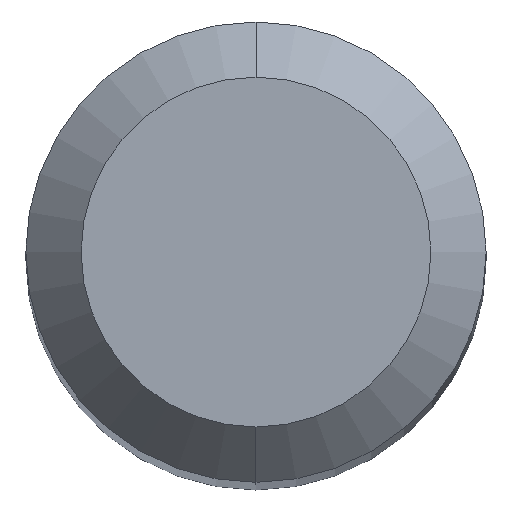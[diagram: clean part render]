
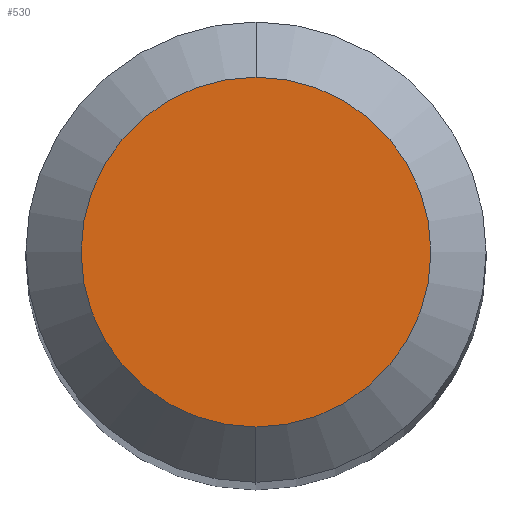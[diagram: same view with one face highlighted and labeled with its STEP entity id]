
A CAD part, top view. The second image highlights one B-rep face of the part: STEP entity #530.
In plain terms, the highlighted planar face has unit normal (0, 0, 1).
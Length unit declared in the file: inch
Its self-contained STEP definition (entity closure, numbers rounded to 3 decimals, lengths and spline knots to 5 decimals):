
#79 = CARTESIAN_POINT ( 'NONE',  ( 0., 0., 0. ) ) ;
#126 = DIRECTION ( 'NONE',  ( 0., -1., 0. ) ) ;
#142 = AXIS2_PLACEMENT_3D ( 'NONE', #208, #439, #172 ) ;
#147 = DIRECTION ( 'NONE',  ( 0., 1., 0. ) ) ;
#152 = DIRECTION ( 'NONE',  ( 0., 0., -1. ) ) ;
#172 = DIRECTION ( 'NONE',  ( 0., -1., 0. ) ) ;
#190 = ORIENTED_EDGE ( 'NONE', *, *, #213, .T. ) ;
#200 = AXIS2_PLACEMENT_3D ( 'NONE', #409, #152, #147 ) ;
#203 = ORIENTED_EDGE ( 'NONE', *, *, #445, .T. ) ;
#208 = CARTESIAN_POINT ( 'NONE',  ( 0., 0., 0. ) ) ;
#213 = EDGE_CURVE ( 'NONE', #294, #545, #290, .T. ) ;
#232 = AXIS2_PLACEMENT_3D ( 'NONE', #79, #337, #126 ) ;
#278 = FACE_OUTER_BOUND ( 'NONE', #496, .T. ) ;
#290 = CIRCLE ( 'NONE', #232, 0.0475 ) ;
#294 = VERTEX_POINT ( 'NONE', #393 ) ;
#337 = DIRECTION ( 'NONE',  ( 0., 0., 1. ) ) ;
#393 = CARTESIAN_POINT ( 'NONE',  ( 0., 0.0475, 0. ) ) ;
#409 = CARTESIAN_POINT ( 'NONE',  ( 0., 0.0475, 0. ) ) ;
#438 = CIRCLE ( 'NONE', #142, 0.0475 ) ;
#439 = DIRECTION ( 'NONE',  ( 0., 0., 1. ) ) ;
#445 = EDGE_CURVE ( 'NONE', #545, #294, #438, .T. ) ;
#494 = PLANE ( 'NONE',  #200 ) ;
#496 = EDGE_LOOP ( 'NONE', ( #190, #203 ) ) ;
#505 = CARTESIAN_POINT ( 'NONE',  ( 0., -0.0475, 0. ) ) ;
#530 = ADVANCED_FACE ( 'NONE', ( #278 ), #494, .F. ) ;
#545 = VERTEX_POINT ( 'NONE', #505 ) ;
